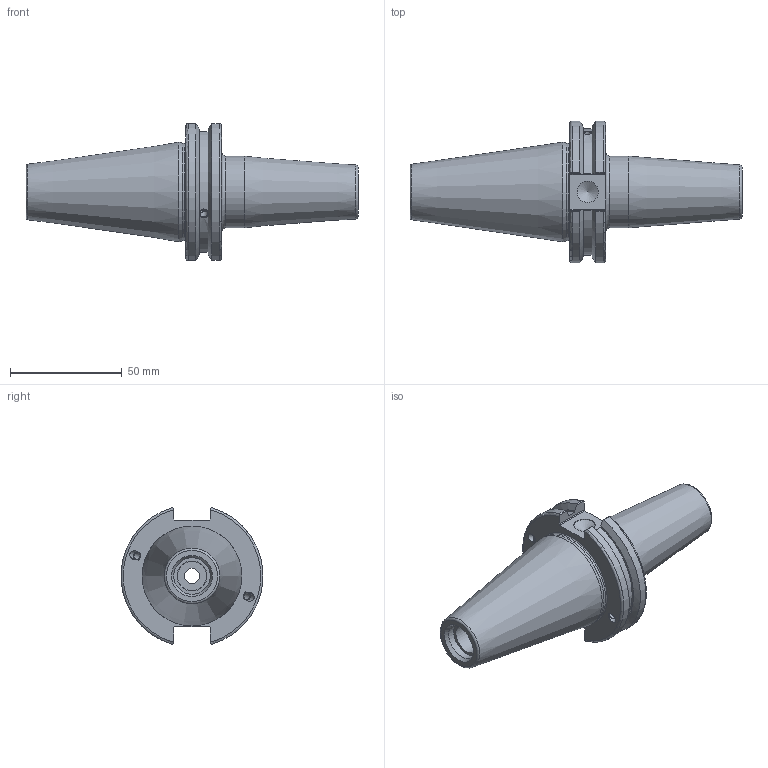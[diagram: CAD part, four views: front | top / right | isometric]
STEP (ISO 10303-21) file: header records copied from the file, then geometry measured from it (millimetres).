
FILE_DESCRIPTION(/* description */ (''),/* implementation_level */ '2;1');
FILE_NAME(/* name */ 'VK028J.stp',/* time_stamp */ '2023-11-16T15:55:39+09:00',/* author */ ('YSH'),/* organization */ (''),/* preprocessor_version */ 'ST-DEVELOPER v20',/* originating_system */ 'Autodesk Inventor 2024',/* authorisation */ '');
FILE_SCHEMA (('AUTOMOTIVE_DESIGN { 1 0 10303 214 3 1 1 }'));
Length unit declared in the file: millimetre
Products named in the file (1): CAT50
Bounding box: 148.25 x 63.26 x 61.09 mm (x, y, z)
Volume: 136104.4 mm3; surface area: 28263.8 mm2
Topology: 1 solids, 1 shells, 92 faces, 241 edges, 157 vertices
Faces by surface type: plane 40, cylinder 31, cone 12, torus 9
Full cylindrical faces by diameter (mm): 2.5 x2, 3.242 x8, 4 x2, 4.2 x2, 6.917 x1, 9.525 x2, 10.725 x1, 13 x1, 13.386 x1, 16.3 x1, 31.999 x1, 43.6 x1
Entity records: 3098 total; most frequent: CARTESIAN_POINT 792, ORIENTED_EDGE 476, DIRECTION 475, EDGE_CURVE 238, AXIS2_PLACEMENT_3D 190, VERTEX_POINT 157, EDGE_LOOP 111, LINE 95
